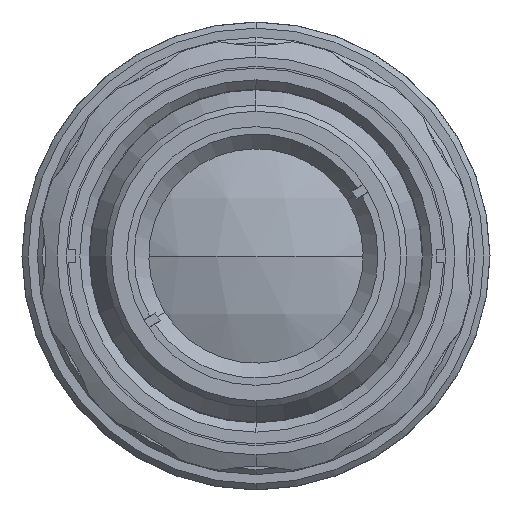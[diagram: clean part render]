
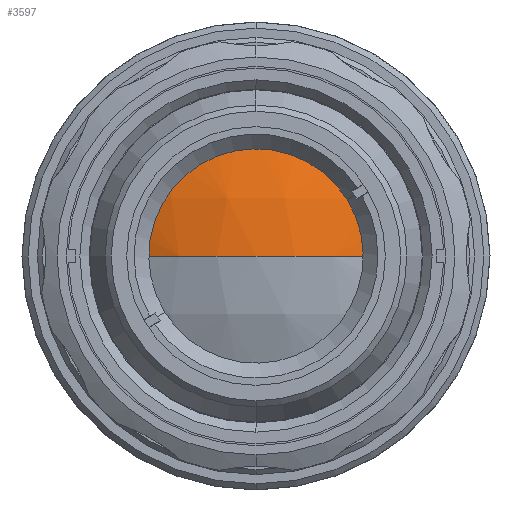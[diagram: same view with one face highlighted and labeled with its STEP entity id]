
A CAD part, left-side view. The second image highlights one B-rep face of the part: STEP entity #3597.
In plain terms, the highlighted spherical face has radius 45.2 mm.
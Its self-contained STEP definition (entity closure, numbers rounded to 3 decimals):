
#18 = CARTESIAN_POINT ( 'NONE',  ( -275.711, -18.5, 0. ) ) ;
#209 = DIRECTION ( 'NONE',  ( 0., -1., 0. ) ) ;
#393 = VERTEX_POINT ( 'NONE', #1207 ) ;
#402 = CIRCLE ( 'NONE', #3262, 18.5 ) ;
#412 = CARTESIAN_POINT ( 'NONE',  ( -234.47, 0., 0. ) ) ;
#423 = DIRECTION ( 'NONE',  ( 1., 0., 0. ) ) ;
#452 = ORIENTED_EDGE ( 'NONE', *, *, #706, .T. ) ;
#454 = EDGE_CURVE ( 'NONE', #1667, #3069, #402, .T. ) ;
#491 = DIRECTION ( 'NONE',  ( 0., 1., 0. ) ) ;
#706 = EDGE_CURVE ( 'NONE', #393, #3069, #2158, .T. ) ;
#723 = CARTESIAN_POINT ( 'NONE',  ( -275.711, 18.5, 0. ) ) ;
#1099 = AXIS2_PLACEMENT_3D ( 'NONE', #2229, #3640, #491 ) ;
#1179 = FACE_OUTER_BOUND ( 'NONE', #3744, .T. ) ;
#1207 = CARTESIAN_POINT ( 'NONE',  ( -279.67, 0., 0. ) ) ;
#1241 = EDGE_CURVE ( 'NONE', #393, #1667, #4366, .T. ) ;
#1434 = CARTESIAN_POINT ( 'NONE',  ( -275.711, 0., 0. ) ) ;
#1667 = VERTEX_POINT ( 'NONE', #723 ) ;
#1680 = CARTESIAN_POINT ( 'NONE',  ( -234.47, 0., 0. ) ) ;
#1836 = DIRECTION ( 'NONE',  ( -1., 0., 0. ) ) ;
#2158 = CIRCLE ( 'NONE', #2231, 45.2 ) ;
#2229 = CARTESIAN_POINT ( 'NONE',  ( -234.47, 0., 0. ) ) ;
#2231 = AXIS2_PLACEMENT_3D ( 'NONE', #1680, #3794, #209 ) ;
#2402 = DIRECTION ( 'NONE',  ( 0., 0., -1. ) ) ;
#2735 = ORIENTED_EDGE ( 'NONE', *, *, #454, .F. ) ;
#2748 = AXIS2_PLACEMENT_3D ( 'NONE', #412, #3648, #1836 ) ;
#2814 = ORIENTED_EDGE ( 'NONE', *, *, #1241, .F. ) ;
#3069 = VERTEX_POINT ( 'NONE', #18 ) ;
#3262 = AXIS2_PLACEMENT_3D ( 'NONE', #1434, #423, #2402 ) ;
#3597 = ADVANCED_FACE ( 'NONE', ( #1179 ), #4302, .T. ) ;
#3640 = DIRECTION ( 'NONE',  ( 0., 0., 1. ) ) ;
#3648 = DIRECTION ( 'NONE',  ( 0., 0., -1. ) ) ;
#3744 = EDGE_LOOP ( 'NONE', ( #2814, #452, #2735 ) ) ;
#3794 = DIRECTION ( 'NONE',  ( 0., 0., 1. ) ) ;
#4302 = SPHERICAL_SURFACE ( 'NONE', #1099, 45.2 ) ;
#4366 = CIRCLE ( 'NONE', #2748, 45.2 ) ;
